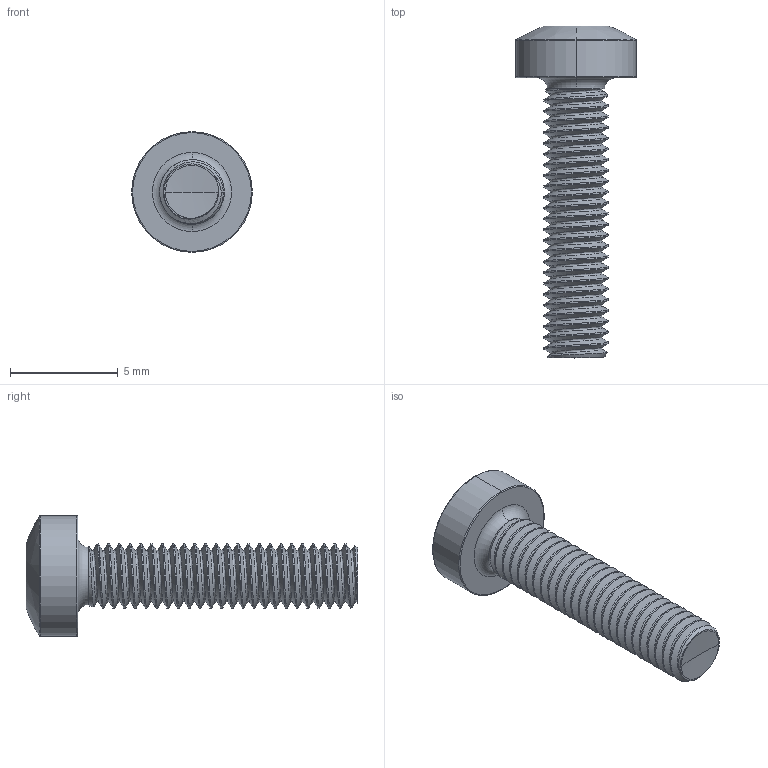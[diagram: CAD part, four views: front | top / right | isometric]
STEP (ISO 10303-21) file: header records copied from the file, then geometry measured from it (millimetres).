
FILE_DESCRIPTION (( 'STEP AP203' ), '1' );
FILE_NAME ('STM390300130.STEP', '2024-03-26T20:19:17', ( '' ), ( '' ), 'SwSTEP 2.0', 'SolidWorks 2015', '' );
FILE_SCHEMA (( 'CONFIG_CONTROL_DESIGN' ));
Length unit declared in the file: millimetre
Products named in the file (1): STM390300130
Bounding box: 5.6 x 15.4 x 5.6 mm (x, y, z)
Volume: 120.8 mm3; surface area: 273 mm2
Topology: 1 solids, 1 shells, 115 faces, 311 edges, 198 vertices
Faces by surface type: cylinder 69, bspline 17, cone 10, torus 10, plane 5, sphere 4
Entity records: 21631 total; most frequent: CARTESIAN_POINT 19148, ORIENTED_EDGE 618, DIRECTION 386, EDGE_CURVE 309, VERTEX_POINT 198, AXIS2_PLACEMENT_3D 155, EDGE_LOOP 117, FACE_OUTER_BOUND 115
